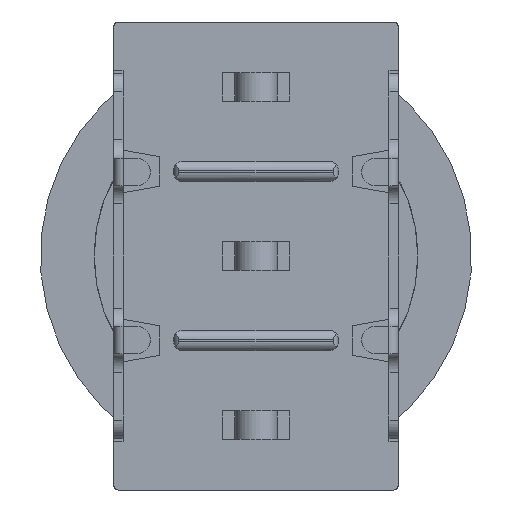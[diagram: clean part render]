
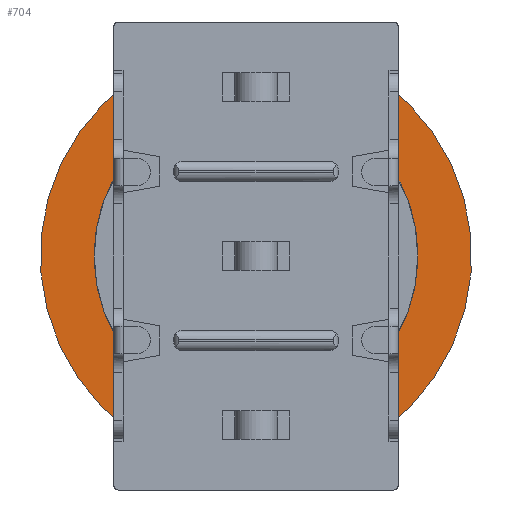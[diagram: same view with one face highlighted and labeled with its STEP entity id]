
A CAD part, front view. The second image highlights one B-rep face of the part: STEP entity #704.
In plain terms, the highlighted face is planar.
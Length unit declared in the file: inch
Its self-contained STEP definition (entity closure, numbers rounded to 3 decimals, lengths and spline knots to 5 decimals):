
#704 = ADVANCED_FACE( '', ( #1440, #1441 ), #1442, .F. );
#1440 = FACE_OUTER_BOUND( '', #2292, .T. );
#1441 = FACE_BOUND( '', #2293, .T. );
#1442 = PLANE( '', #2294 );
#2292 = EDGE_LOOP( '', ( #3781, #3782, #3783, #3784, #3785, #3786 ) );
#2293 = EDGE_LOOP( '', ( #3787, #3788, #3789, #3790 ) );
#2294 = AXIS2_PLACEMENT_3D( '', #3791, #3792, #3793 );
#3781 = ORIENTED_EDGE( '', *, *, #5685, .F. );
#3782 = ORIENTED_EDGE( '', *, *, #5837, .T. );
#3783 = ORIENTED_EDGE( '', *, *, #5838, .F. );
#3784 = ORIENTED_EDGE( '', *, *, #5839, .F. );
#3785 = ORIENTED_EDGE( '', *, *, #5695, .F. );
#3786 = ORIENTED_EDGE( '', *, *, #5751, .F. );
#3787 = ORIENTED_EDGE( '', *, *, #5840, .T. );
#3788 = ORIENTED_EDGE( '', *, *, #5841, .T. );
#3789 = ORIENTED_EDGE( '', *, *, #5842, .T. );
#3790 = ORIENTED_EDGE( '', *, *, #5321, .T. );
#3791 = CARTESIAN_POINT( '', ( 0., 0., 0. ) );
#3792 = DIRECTION( '', ( 0., 0., 1. ) );
#3793 = DIRECTION( '', ( 1., 0., 0. ) );
#5321 = EDGE_CURVE( '', #6323, #6324, #6325, .T. );
#5685 = EDGE_CURVE( '', #6931, #6933, #6934, .T. );
#5695 = EDGE_CURVE( '', #6948, #6949, #6950, .T. );
#5751 = EDGE_CURVE( '', #6933, #6948, #7034, .T. );
#5837 = EDGE_CURVE( '', #6931, #7158, #7159, .T. );
#5838 = EDGE_CURVE( '', #7160, #7158, #7161, .T. );
#5839 = EDGE_CURVE( '', #6949, #7160, #7162, .T. );
#5840 = EDGE_CURVE( '', #6324, #7163, #7164, .T. );
#5841 = EDGE_CURVE( '', #7163, #7165, #7166, .T. );
#5842 = EDGE_CURVE( '', #7165, #6323, #7167, .T. );
#6323 = VERTEX_POINT( '', #7786 );
#6324 = VERTEX_POINT( '', #7787 );
#6325 = LINE( '', #7788, #7789 );
#6931 = VERTEX_POINT( '', #8721 );
#6933 = VERTEX_POINT( '', #8724 );
#6934 = LINE( '', #8725, #8726 );
#6948 = VERTEX_POINT( '', #8742 );
#6949 = VERTEX_POINT( '', #8743 );
#6950 = LINE( '', #8744, #8745 );
#7034 = CIRCLE( '', #8872, 0.236 );
#7158 = VERTEX_POINT( '', #9074 );
#7159 = LINE( '', #9075, #9076 );
#7160 = VERTEX_POINT( '', #9077 );
#7161 = LINE( '', #9078, #9079 );
#7162 = LINE( '', #9080, #9081 );
#7163 = VERTEX_POINT( '', #9082 );
#7164 = LINE( '', #9083, #9084 );
#7165 = VERTEX_POINT( '', #9085 );
#7166 = CIRCLE( '', #9086, 0.125 );
#7167 = LINE( '', #9087, #9088 );
#7786 = CARTESIAN_POINT( '', ( -0.104, 0.01, 0. ) );
#7787 = CARTESIAN_POINT( '', ( -0.104, -0.01, 0. ) );
#7788 = CARTESIAN_POINT( '', ( -0.104, 0.01, 0. ) );
#7789 = VECTOR( '', #9952, 39.37008 );
#8721 = CARTESIAN_POINT( '', ( -0.227, -0.0395, 0. ) );
#8724 = CARTESIAN_POINT( '', ( -0.227, -0.06455, 0. ) );
#8725 = CARTESIAN_POINT( '', ( -0.227, 0.06455, 0. ) );
#8726 = VECTOR( '', #10371, 39.37008 );
#8742 = CARTESIAN_POINT( '', ( -0.227, 0.06455, 0. ) );
#8743 = CARTESIAN_POINT( '', ( -0.227, 0.0395, 0. ) );
#8744 = CARTESIAN_POINT( '', ( -0.227, 0.06455, 0. ) );
#8745 = VECTOR( '', #10386, 39.37008 );
#8872 = AXIS2_PLACEMENT_3D( '', #10436, #10437, #10438 );
#9074 = CARTESIAN_POINT( '', ( -0.2345, -0.0395, 0. ) );
#9075 = CARTESIAN_POINT( '', ( -0.1735, -0.0395, 0. ) );
#9076 = VECTOR( '', #10505, 39.37008 );
#9077 = CARTESIAN_POINT( '', ( -0.2345, 0.0395, 0. ) );
#9078 = CARTESIAN_POINT( '', ( -0.2345, 0.0395, 0. ) );
#9079 = VECTOR( '', #10506, 39.37008 );
#9080 = CARTESIAN_POINT( '', ( -0.1735, 0.0395, 0. ) );
#9081 = VECTOR( '', #10507, 39.37008 );
#9082 = CARTESIAN_POINT( '', ( -0.1246, -0.01, 0. ) );
#9083 = CARTESIAN_POINT( '', ( -0.104, -0.01, 0. ) );
#9084 = VECTOR( '', #10508, 39.37008 );
#9085 = CARTESIAN_POINT( '', ( -0.1246, 0.01, 0. ) );
#9086 = AXIS2_PLACEMENT_3D( '', #10509, #10510, #10511 );
#9087 = CARTESIAN_POINT( '', ( -0.1246, 0.01, 0. ) );
#9088 = VECTOR( '', #10512, 39.37008 );
#9952 = DIRECTION( '', ( 0., -1., 0. ) );
#10371 = DIRECTION( '', ( 0., -1., 0. ) );
#10386 = DIRECTION( '', ( 0., -1., 0. ) );
#10436 = CARTESIAN_POINT( '', ( 0., 0., 0. ) );
#10437 = DIRECTION( '', ( 0., 0., 1. ) );
#10438 = DIRECTION( '', ( 1., 0., 0. ) );
#10505 = DIRECTION( '', ( -1., 0., 0. ) );
#10506 = DIRECTION( '', ( 0., -1., 0. ) );
#10507 = DIRECTION( '', ( -1., 0., 0. ) );
#10508 = DIRECTION( '', ( -1., 0., 0. ) );
#10509 = CARTESIAN_POINT( '', ( 0., 0., 0. ) );
#10510 = DIRECTION( '', ( 0., 0., 1. ) );
#10511 = DIRECTION( '', ( 1., 0., 0. ) );
#10512 = DIRECTION( '', ( 1., 0., 0. ) );
